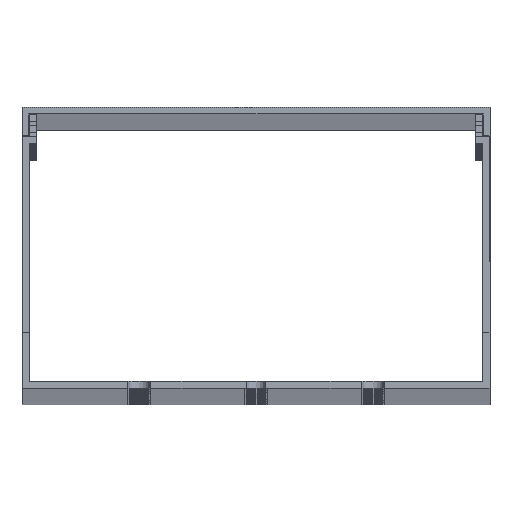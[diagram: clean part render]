
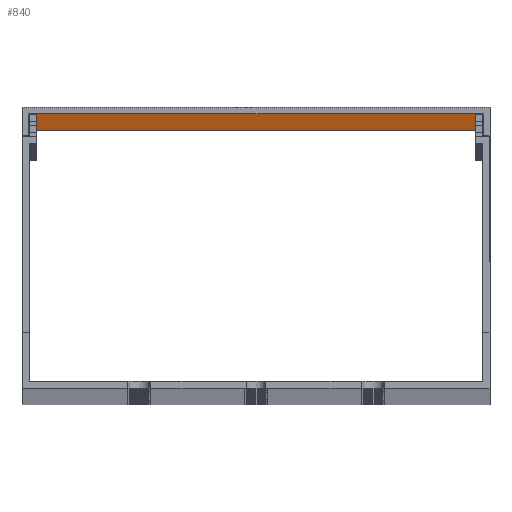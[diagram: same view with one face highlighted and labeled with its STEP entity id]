
A CAD part, top view. The second image highlights one B-rep face of the part: STEP entity #840.
In plain terms, the highlighted planar face has unit normal (0, -1, 0).
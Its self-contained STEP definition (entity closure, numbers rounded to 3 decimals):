
#840 = ADVANCED_FACE ( 'NONE', ( #40990 ), #240761, .F. ) ;
#7467 = VECTOR ( 'NONE', #192309, 1000. ) ;
#12660 = DIRECTION ( 'NONE',  ( 0., 1., 0. ) ) ;
#17966 = EDGE_CURVE ( 'NONE', #78223, #48230, #23978, .T. ) ;
#22458 = LINE ( 'NONE', #75035, #219095 ) ;
#23978 = LINE ( 'NONE', #210509, #169948 ) ;
#40990 = FACE_OUTER_BOUND ( 'NONE', #153342, .T. ) ;
#48230 = VERTEX_POINT ( 'NONE', #222349 ) ;
#52365 = ORIENTED_EDGE ( 'NONE', *, *, #17966, .T. ) ;
#62266 = ORIENTED_EDGE ( 'NONE', *, *, #73155, .T. ) ;
#63784 = CARTESIAN_POINT ( 'NONE',  ( 48.6, 58.6, 1000. ) ) ;
#64224 = LINE ( 'NONE', #229787, #7467 ) ;
#67794 = ORIENTED_EDGE ( 'NONE', *, *, #77366, .F. ) ;
#69024 = EDGE_CURVE ( 'NONE', #187192, #83039, #64224, .T. ) ;
#69405 = CARTESIAN_POINT ( 'NONE',  ( 48.6, 58.6, 1000. ) ) ;
#70406 = AXIS2_PLACEMENT_3D ( 'NONE', #69405, #12660, #145885 ) ;
#73155 = EDGE_CURVE ( 'NONE', #187192, #78223, #22458, .T. ) ;
#75035 = CARTESIAN_POINT ( 'NONE',  ( -48.6, 58.6, 1000. ) ) ;
#77366 = EDGE_CURVE ( 'NONE', #83039, #48230, #139641, .T. ) ;
#78223 = VERTEX_POINT ( 'NONE', #207295 ) ;
#82883 = DIRECTION ( 'NONE',  ( 0., 0., -1. ) ) ;
#83039 = VERTEX_POINT ( 'NONE', #141503 ) ;
#104691 = ORIENTED_EDGE ( 'NONE', *, *, #69024, .F. ) ;
#134767 = DIRECTION ( 'NONE',  ( 1., 0., 0. ) ) ;
#139641 = LINE ( 'NONE', #63784, #184229 ) ;
#141503 = CARTESIAN_POINT ( 'NONE',  ( 48.6, 58.6, 1000. ) ) ;
#145885 = DIRECTION ( 'NONE',  ( -1., 0., 0. ) ) ;
#153342 = EDGE_LOOP ( 'NONE', ( #52365, #67794, #104691, #62266 ) ) ;
#154834 = CARTESIAN_POINT ( 'NONE',  ( -48.6, 58.6, 1000. ) ) ;
#169844 = DIRECTION ( 'NONE',  ( 0., 0., -1. ) ) ;
#169948 = VECTOR ( 'NONE', #134767, 1000. ) ;
#184229 = VECTOR ( 'NONE', #82883, 1000. ) ;
#187192 = VERTEX_POINT ( 'NONE', #154834 ) ;
#192309 = DIRECTION ( 'NONE',  ( 1., 0., 0. ) ) ;
#207295 = CARTESIAN_POINT ( 'NONE',  ( -48.6, 58.6, -1000. ) ) ;
#210509 = CARTESIAN_POINT ( 'NONE',  ( 48.6, 58.6, -1000. ) ) ;
#219095 = VECTOR ( 'NONE', #169844, 1000. ) ;
#222349 = CARTESIAN_POINT ( 'NONE',  ( 48.6, 58.6, -1000. ) ) ;
#229787 = CARTESIAN_POINT ( 'NONE',  ( 48.6, 58.6, 1000. ) ) ;
#240761 = PLANE ( 'NONE',  #70406 ) ;
